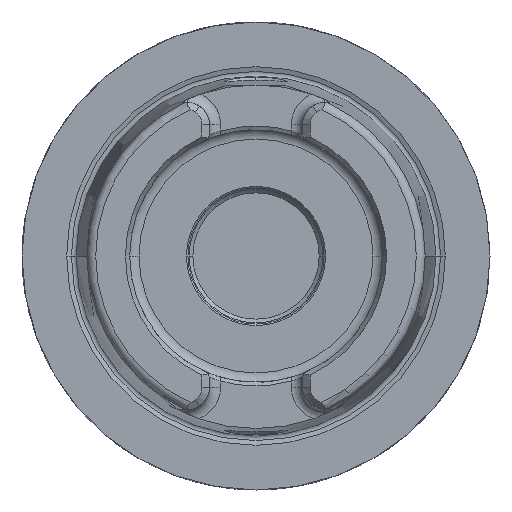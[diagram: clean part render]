
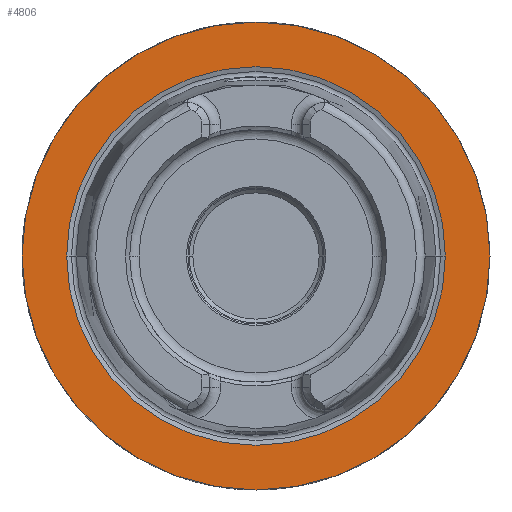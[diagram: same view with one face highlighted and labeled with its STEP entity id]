
A CAD part, left-side view. The second image highlights one B-rep face of the part: STEP entity #4806.
In plain terms, the highlighted planar face has unit normal (-1, 0, 0).
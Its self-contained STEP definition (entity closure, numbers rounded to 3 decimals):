
#1068=CARTESIAN_POINT('',(0.,0.,0.));
#1069=DIRECTION('',(1.,0.,0.));
#1070=DIRECTION('',(0.,1.,0.));
#1071=AXIS2_PLACEMENT_3D('',#1068,#1069,#1070);
#1073=CARTESIAN_POINT('',(0.,0.,0.));
#1074=DIRECTION('',(-1.,0.,0.));
#1075=DIRECTION('',(0.,1.,0.));
#1076=AXIS2_PLACEMENT_3D('',#1073,#1074,#1075);
#1078=CARTESIAN_POINT('',(0.,0.,0.));
#1079=DIRECTION('',(-1.,0.,0.));
#1080=DIRECTION('',(0.,-1.,0.));
#1081=AXIS2_PLACEMENT_3D('',#1078,#1079,#1080);
#1083=CARTESIAN_POINT('',(0.,0.,0.));
#1084=DIRECTION('',(-1.,0.,0.));
#1085=DIRECTION('',(0.,1.,0.));
#1086=AXIS2_PLACEMENT_3D('',#1083,#1084,#1085);
#3021=CARTESIAN_POINT('',(0.,31.5,0.));
#3022=CARTESIAN_POINT('',(0.,-31.5,0.));
#3023=VERTEX_POINT('',#3021);
#3024=VERTEX_POINT('',#3022);
#3049=CARTESIAN_POINT('',(0.,-25.49,0.));
#3050=VERTEX_POINT('',#3049);
#3051=CARTESIAN_POINT('',(0.,25.49,0.));
#3052=VERTEX_POINT('',#3051);
#4791=CARTESIAN_POINT('',(0.,0.,0.));
#4792=DIRECTION('',(1.,0.,0.));
#4793=DIRECTION('',(0.,-1.,0.));
#4794=AXIS2_PLACEMENT_3D('',#4791,#4792,#4793);
#4795=PLANE('',#4794);
#4797=ORIENTED_EDGE('',*,*,#4796,.T.);
#4799=ORIENTED_EDGE('',*,*,#4798,.F.);
#4800=EDGE_LOOP('',(#4797,#4799));
#4801=FACE_OUTER_BOUND('',#4800,.F.);
#4802=ORIENTED_EDGE('',*,*,#4786,.T.);
#4803=ORIENTED_EDGE('',*,*,#4770,.T.);
#4804=EDGE_LOOP('',(#4802,#4803));
#4805=FACE_BOUND('',#4804,.F.);
#4806=ADVANCED_FACE('',(#4801,#4805),#4795,.F.);
#1072=CIRCLE('',#1071,31.5);
#1077=CIRCLE('',#1076,31.5);
#1082=CIRCLE('',#1081,25.49);
#1087=CIRCLE('',#1086,25.49);
#4770=EDGE_CURVE('',#3052,#3050,#1087,.T.);
#4786=EDGE_CURVE('',#3050,#3052,#1082,.T.);
#4796=EDGE_CURVE('',#3023,#3024,#1072,.T.);
#4798=EDGE_CURVE('',#3023,#3024,#1077,.T.);
